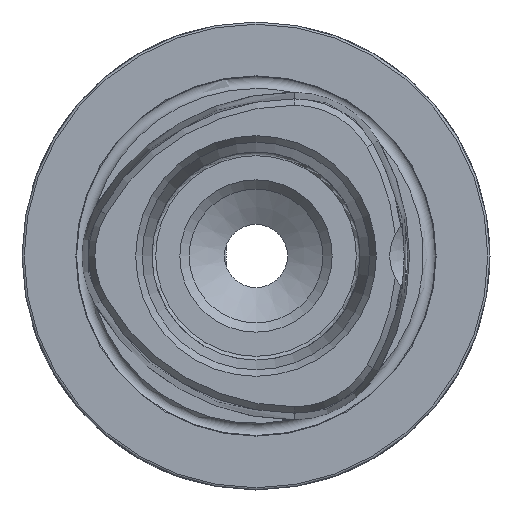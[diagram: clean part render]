
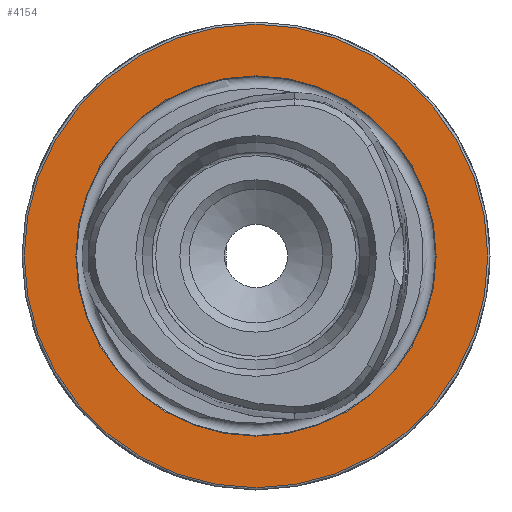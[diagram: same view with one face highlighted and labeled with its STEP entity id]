
A CAD part, left-side view. The second image highlights one B-rep face of the part: STEP entity #4154.
In plain terms, the highlighted planar face has unit normal (-1, 0, 0).
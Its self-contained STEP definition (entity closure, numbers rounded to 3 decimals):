
#153 = EDGE_LOOP ( 'NONE', ( #861 ) ) ;
#413 = DIRECTION ( 'NONE',  ( 0., 0., -1. ) ) ;
#732 = AXIS2_PLACEMENT_3D ( 'NONE', #4472, #2384, #3743 ) ;
#861 = ORIENTED_EDGE ( 'NONE', *, *, #950, .F. ) ;
#867 = VERTEX_POINT ( 'NONE', #3624 ) ;
#950 = EDGE_CURVE ( 'NONE', #867, #867, #4478, .T. ) ;
#1058 = ORIENTED_EDGE ( 'NONE', *, *, #3943, .T. ) ;
#1060 = PLANE ( 'NONE',  #1812 ) ;
#1221 = FACE_OUTER_BOUND ( 'NONE', #1897, .T. ) ;
#1812 = AXIS2_PLACEMENT_3D ( 'NONE', #4236, #2171, #413 ) ;
#1897 = EDGE_LOOP ( 'NONE', ( #1058 ) ) ;
#1961 = CARTESIAN_POINT ( 'NONE',  ( 0., 0., 31.2 ) ) ;
#2052 = CIRCLE ( 'NONE', #732, 31.2 ) ;
#2146 = DIRECTION ( 'NONE',  ( 0., 0., 1. ) ) ;
#2171 = DIRECTION ( 'NONE',  ( 1., 0., 0. ) ) ;
#2384 = DIRECTION ( 'NONE',  ( -1., 0., 0. ) ) ;
#2606 = FACE_BOUND ( 'NONE', #153, .T. ) ;
#3163 = CARTESIAN_POINT ( 'NONE',  ( 0., 0., 0. ) ) ;
#3179 = VERTEX_POINT ( 'NONE', #1961 ) ;
#3624 = CARTESIAN_POINT ( 'NONE',  ( 0., 0., 24.25 ) ) ;
#3743 = DIRECTION ( 'NONE',  ( 0., 0., 1. ) ) ;
#3864 = DIRECTION ( 'NONE',  ( -1., 0., 0. ) ) ;
#3943 = EDGE_CURVE ( 'NONE', #3179, #3179, #2052, .T. ) ;
#4154 = ADVANCED_FACE ( 'NONE', ( #2606, #1221 ), #1060, .F. ) ;
#4236 = CARTESIAN_POINT ( 'NONE',  ( 0., 24.25, 0. ) ) ;
#4472 = CARTESIAN_POINT ( 'NONE',  ( 0., 0., 0. ) ) ;
#4478 = CIRCLE ( 'NONE', #4543, 24.25 ) ;
#4543 = AXIS2_PLACEMENT_3D ( 'NONE', #3163, #3864, #2146 ) ;
